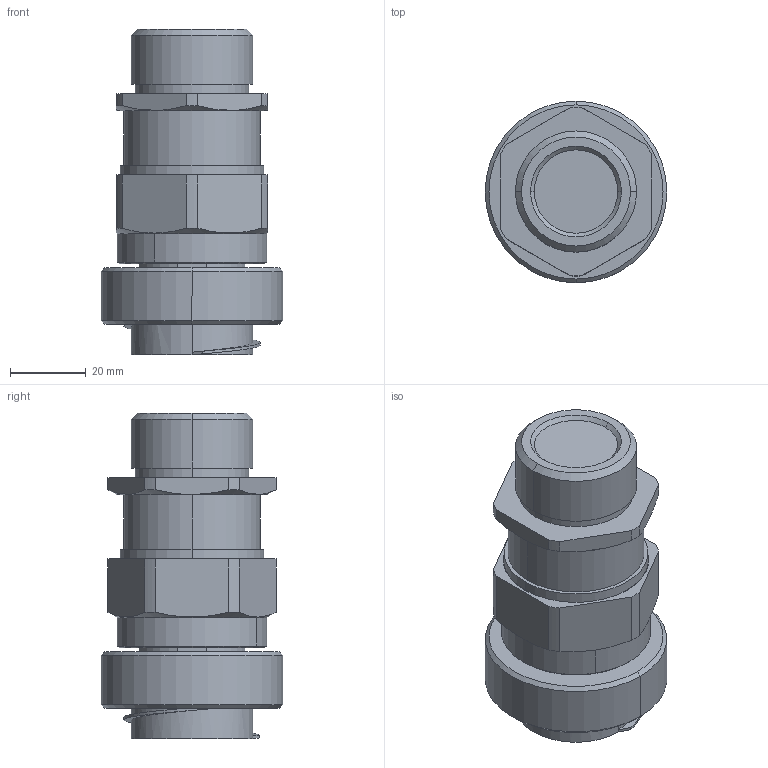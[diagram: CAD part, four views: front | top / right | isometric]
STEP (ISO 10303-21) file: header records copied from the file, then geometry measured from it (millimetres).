
FILE_DESCRIPTION (( 'STEP AP203' ), '1' );
FILE_NAME ('ﾊﾍﾂﾌ3M-32ﾍ.STEP', '2021-05-27T08:27:19', ( '' ), ( '' ), 'SwSTEP 2.0', 'SolidWorks 2018', '' );
FILE_SCHEMA (( 'CONFIG_CONTROL_DESIGN' ));
Length unit declared in the file: millimetre
Products named in the file (1): ﾊﾍﾂﾌ3M-32ﾍ
Bounding box: 48 x 48 x 86 mm (x, y, z)
Surface area: 21115.3 mm2 (no closed solid volume)
Topology: 0 solids, 2 shells, 119 faces, 277 edges, 177 vertices
Faces by surface type: cylinder 49, plane 45, cone 22, bspline 3
Entity records: 3902 total; most frequent: CARTESIAN_POINT 1061, DIRECTION 609, ORIENTED_EDGE 554, EDGE_CURVE 277, AXIS2_PLACEMENT_3D 241, VERTEX_POINT 177, EDGE_LOOP 134, VECTOR 127
